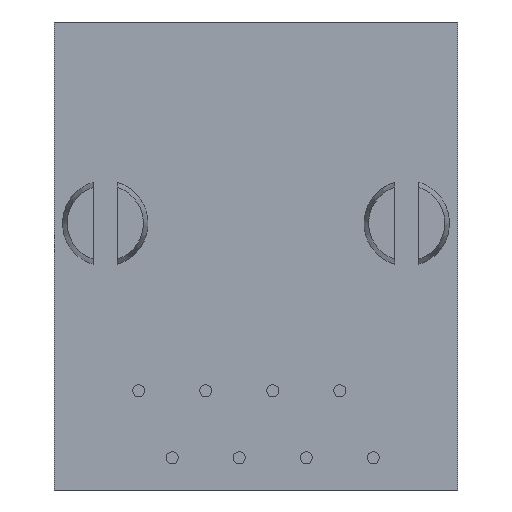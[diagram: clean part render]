
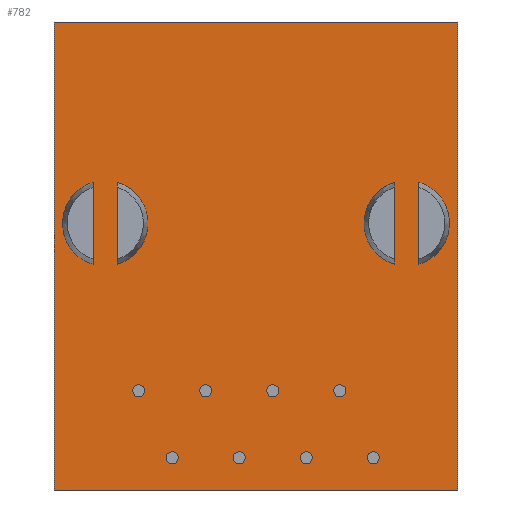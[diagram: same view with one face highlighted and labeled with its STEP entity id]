
A CAD part, front view. The second image highlights one B-rep face of the part: STEP entity #782.
In plain terms, the highlighted planar face has unit normal (0, -1, 0).
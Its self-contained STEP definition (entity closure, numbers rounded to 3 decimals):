
#27=FACE_BOUND('',#139,.T.);
#28=FACE_BOUND('',#140,.T.);
#29=FACE_BOUND('',#141,.T.);
#30=FACE_BOUND('',#142,.T.);
#31=FACE_BOUND('',#143,.T.);
#32=FACE_BOUND('',#144,.T.);
#33=FACE_BOUND('',#145,.T.);
#34=FACE_BOUND('',#146,.T.);
#35=FACE_BOUND('',#147,.T.);
#36=FACE_BOUND('',#148,.T.);
#37=FACE_BOUND('',#149,.T.);
#38=FACE_BOUND('',#150,.T.);
#42=PLANE('',#869);
#87=FACE_OUTER_BOUND('',#138,.T.);
#138=EDGE_LOOP('',(#586,#587,#588,#589));
#139=EDGE_LOOP('',(#590));
#140=EDGE_LOOP('',(#591));
#141=EDGE_LOOP('',(#592));
#142=EDGE_LOOP('',(#593));
#143=EDGE_LOOP('',(#594,#595));
#144=EDGE_LOOP('',(#596,#597));
#145=EDGE_LOOP('',(#598,#599));
#146=EDGE_LOOP('',(#600,#601));
#147=EDGE_LOOP('',(#602));
#148=EDGE_LOOP('',(#603));
#149=EDGE_LOOP('',(#604));
#150=EDGE_LOOP('',(#605));
#204=LINE('',#1226,#276);
#205=LINE('',#1228,#277);
#206=LINE('',#1230,#278);
#207=LINE('',#1231,#279);
#208=LINE('',#1232,#280);
#209=LINE('',#1236,#281);
#210=LINE('',#1237,#282);
#211=LINE('',#1241,#283);
#276=VECTOR('',#1000,1000.);
#277=VECTOR('',#1001,1000.);
#278=VECTOR('',#1002,1000.);
#279=VECTOR('',#1003,1000.);
#280=VECTOR('',#1004,1000.);
#281=VECTOR('',#1007,1000.);
#282=VECTOR('',#1008,1000.);
#283=VECTOR('',#1011,1000.);
#334=CIRCLE('',#836,0.23);
#336=CIRCLE('',#839,0.23);
#338=CIRCLE('',#842,0.23);
#340=CIRCLE('',#845,0.23);
#342=CIRCLE('',#848,0.23);
#344=CIRCLE('',#851,0.23);
#346=CIRCLE('',#854,0.23);
#348=CIRCLE('',#857,0.23);
#350=CIRCLE('',#860,1.62);
#353=CIRCLE('',#865,1.62);
#356=CIRCLE('',#870,1.62);
#357=CIRCLE('',#871,1.62);
#362=VERTEX_POINT('',#1148);
#364=VERTEX_POINT('',#1154);
#366=VERTEX_POINT('',#1160);
#368=VERTEX_POINT('',#1166);
#370=VERTEX_POINT('',#1172);
#372=VERTEX_POINT('',#1178);
#374=VERTEX_POINT('',#1184);
#376=VERTEX_POINT('',#1190);
#379=VERTEX_POINT('',#1197);
#380=VERTEX_POINT('',#1199);
#385=VERTEX_POINT('',#1211);
#386=VERTEX_POINT('',#1213);
#390=VERTEX_POINT('',#1224);
#391=VERTEX_POINT('',#1225);
#392=VERTEX_POINT('',#1227);
#393=VERTEX_POINT('',#1229);
#394=VERTEX_POINT('',#1233);
#395=VERTEX_POINT('',#1234);
#396=VERTEX_POINT('',#1238);
#397=VERTEX_POINT('',#1239);
#434=EDGE_CURVE('',#362,#362,#334,.T.);
#437=EDGE_CURVE('',#364,#364,#336,.T.);
#440=EDGE_CURVE('',#366,#366,#338,.T.);
#443=EDGE_CURVE('',#368,#368,#340,.T.);
#446=EDGE_CURVE('',#370,#370,#342,.T.);
#449=EDGE_CURVE('',#372,#372,#344,.T.);
#452=EDGE_CURVE('',#374,#374,#346,.T.);
#455=EDGE_CURVE('',#376,#376,#348,.T.);
#459=EDGE_CURVE('',#380,#379,#350,.T.);
#465=EDGE_CURVE('',#386,#385,#353,.T.);
#470=EDGE_CURVE('',#390,#391,#204,.T.);
#471=EDGE_CURVE('',#391,#392,#205,.T.);
#472=EDGE_CURVE('',#392,#393,#206,.T.);
#473=EDGE_CURVE('',#393,#390,#207,.T.);
#474=EDGE_CURVE('',#379,#380,#208,.T.);
#475=EDGE_CURVE('',#394,#395,#356,.T.);
#476=EDGE_CURVE('',#394,#395,#209,.T.);
#477=EDGE_CURVE('',#385,#386,#210,.T.);
#478=EDGE_CURVE('',#396,#397,#357,.T.);
#479=EDGE_CURVE('',#396,#397,#211,.T.);
#586=ORIENTED_EDGE('',*,*,#470,.T.);
#587=ORIENTED_EDGE('',*,*,#471,.T.);
#588=ORIENTED_EDGE('',*,*,#472,.T.);
#589=ORIENTED_EDGE('',*,*,#473,.T.);
#590=ORIENTED_EDGE('',*,*,#452,.T.);
#591=ORIENTED_EDGE('',*,*,#446,.T.);
#592=ORIENTED_EDGE('',*,*,#440,.T.);
#593=ORIENTED_EDGE('',*,*,#434,.T.);
#594=ORIENTED_EDGE('',*,*,#474,.T.);
#595=ORIENTED_EDGE('',*,*,#459,.T.);
#596=ORIENTED_EDGE('',*,*,#475,.T.);
#597=ORIENTED_EDGE('',*,*,#476,.F.);
#598=ORIENTED_EDGE('',*,*,#477,.T.);
#599=ORIENTED_EDGE('',*,*,#465,.T.);
#600=ORIENTED_EDGE('',*,*,#478,.T.);
#601=ORIENTED_EDGE('',*,*,#479,.F.);
#602=ORIENTED_EDGE('',*,*,#437,.T.);
#603=ORIENTED_EDGE('',*,*,#443,.T.);
#604=ORIENTED_EDGE('',*,*,#449,.T.);
#605=ORIENTED_EDGE('',*,*,#455,.T.);
#782=ADVANCED_FACE('',(#87,#27,#28,#29,#30,#31,#32,#33,#34,#35,#36,#37,
#38),#42,.F.);
#836=AXIS2_PLACEMENT_3D('',#1149,#918,#919);
#839=AXIS2_PLACEMENT_3D('',#1155,#925,#926);
#842=AXIS2_PLACEMENT_3D('',#1161,#932,#933);
#845=AXIS2_PLACEMENT_3D('',#1167,#939,#940);
#848=AXIS2_PLACEMENT_3D('',#1173,#946,#947);
#851=AXIS2_PLACEMENT_3D('',#1179,#953,#954);
#854=AXIS2_PLACEMENT_3D('',#1185,#960,#961);
#857=AXIS2_PLACEMENT_3D('',#1191,#967,#968);
#860=AXIS2_PLACEMENT_3D('',#1200,#975,#976);
#865=AXIS2_PLACEMENT_3D('',#1214,#988,#989);
#869=AXIS2_PLACEMENT_3D('',#1223,#998,#999);
#870=AXIS2_PLACEMENT_3D('',#1235,#1005,#1006);
#871=AXIS2_PLACEMENT_3D('',#1240,#1009,#1010);
#918=DIRECTION('center_axis',(0.,1.,0.));
#919=DIRECTION('ref_axis',(0.,0.,-1.));
#925=DIRECTION('center_axis',(0.,1.,0.));
#926=DIRECTION('ref_axis',(0.,0.,-1.));
#932=DIRECTION('center_axis',(0.,1.,0.));
#933=DIRECTION('ref_axis',(0.,0.,-1.));
#939=DIRECTION('center_axis',(0.,1.,0.));
#940=DIRECTION('ref_axis',(0.,0.,-1.));
#946=DIRECTION('center_axis',(0.,1.,0.));
#947=DIRECTION('ref_axis',(0.,0.,-1.));
#953=DIRECTION('center_axis',(0.,1.,0.));
#954=DIRECTION('ref_axis',(0.,0.,-1.));
#960=DIRECTION('center_axis',(0.,1.,0.));
#961=DIRECTION('ref_axis',(0.,0.,-1.));
#967=DIRECTION('center_axis',(0.,1.,0.));
#968=DIRECTION('ref_axis',(0.,0.,-1.));
#975=DIRECTION('center_axis',(0.,1.,0.));
#976=DIRECTION('ref_axis',(0.,0.,-1.));
#988=DIRECTION('center_axis',(0.,1.,0.));
#989=DIRECTION('ref_axis',(0.,0.,-1.));
#998=DIRECTION('center_axis',(0.,1.,0.));
#999=DIRECTION('ref_axis',(0.,0.,-1.));
#1000=DIRECTION('',(0.,0.,-1.));
#1001=DIRECTION('',(1.,0.,0.));
#1002=DIRECTION('',(0.,0.,1.));
#1003=DIRECTION('',(-1.,0.,0.));
#1004=DIRECTION('',(0.,0.,1.));
#1005=DIRECTION('center_axis',(0.,1.,0.));
#1006=DIRECTION('ref_axis',(0.,0.,-1.));
#1007=DIRECTION('',(0.,0.,1.));
#1008=DIRECTION('',(0.,0.,1.));
#1009=DIRECTION('center_axis',(0.,1.,0.));
#1010=DIRECTION('ref_axis',(0.,0.,-1.));
#1011=DIRECTION('',(0.,0.,1.));
#1148=CARTESIAN_POINT('',(19.745,0.,-7.88));
#1149=CARTESIAN_POINT('Origin',(19.745,0.,-7.65));
#1154=CARTESIAN_POINT('',(17.205,0.,-7.88));
#1155=CARTESIAN_POINT('Origin',(17.205,0.,-7.65));
#1160=CARTESIAN_POINT('',(14.665,0.,-7.88));
#1161=CARTESIAN_POINT('Origin',(14.665,0.,-7.65));
#1166=CARTESIAN_POINT('',(18.475,0.,-5.34));
#1167=CARTESIAN_POINT('Origin',(18.475,0.,-5.11));
#1172=CARTESIAN_POINT('',(15.935,0.,-5.34));
#1173=CARTESIAN_POINT('Origin',(15.935,0.,-5.11));
#1178=CARTESIAN_POINT('',(13.395,0.,-5.34));
#1179=CARTESIAN_POINT('Origin',(13.395,0.,-5.11));
#1184=CARTESIAN_POINT('',(12.125,0.,-7.88));
#1185=CARTESIAN_POINT('Origin',(12.125,0.,-7.65));
#1190=CARTESIAN_POINT('',(10.855,0.,-5.34));
#1191=CARTESIAN_POINT('Origin',(10.855,0.,-5.11));
#1197=CARTESIAN_POINT('',(21.465,0.,-0.316));
#1199=CARTESIAN_POINT('',(21.465,0.,2.796));
#1200=CARTESIAN_POINT('Origin',(21.015,0.,1.24));
#1211=CARTESIAN_POINT('',(10.035,0.,-0.316));
#1213=CARTESIAN_POINT('',(10.035,0.,2.796));
#1214=CARTESIAN_POINT('Origin',(9.585,0.,1.24));
#1223=CARTESIAN_POINT('Origin',(15.3,0.,0.));
#1224=CARTESIAN_POINT('',(7.65,0.,8.87));
#1225=CARTESIAN_POINT('',(7.65,0.,-8.87));
#1226=CARTESIAN_POINT('',(7.65,0.,8.87));
#1227=CARTESIAN_POINT('',(22.95,0.,-8.87));
#1228=CARTESIAN_POINT('',(22.95,0.,-8.87));
#1229=CARTESIAN_POINT('',(22.95,0.,8.87));
#1230=CARTESIAN_POINT('',(22.95,0.,8.87));
#1231=CARTESIAN_POINT('',(22.95,0.,8.87));
#1232=CARTESIAN_POINT('',(21.465,0.,-1.14));
#1233=CARTESIAN_POINT('',(20.565,0.,-0.316));
#1234=CARTESIAN_POINT('',(20.565,0.,2.796));
#1235=CARTESIAN_POINT('Origin',(21.015,0.,1.24));
#1236=CARTESIAN_POINT('',(20.565,0.,-1.14));
#1237=CARTESIAN_POINT('',(10.035,0.,-1.14));
#1238=CARTESIAN_POINT('',(9.135,0.,-0.316));
#1239=CARTESIAN_POINT('',(9.135,0.,2.796));
#1240=CARTESIAN_POINT('Origin',(9.585,0.,1.24));
#1241=CARTESIAN_POINT('',(9.135,0.,-1.14));
